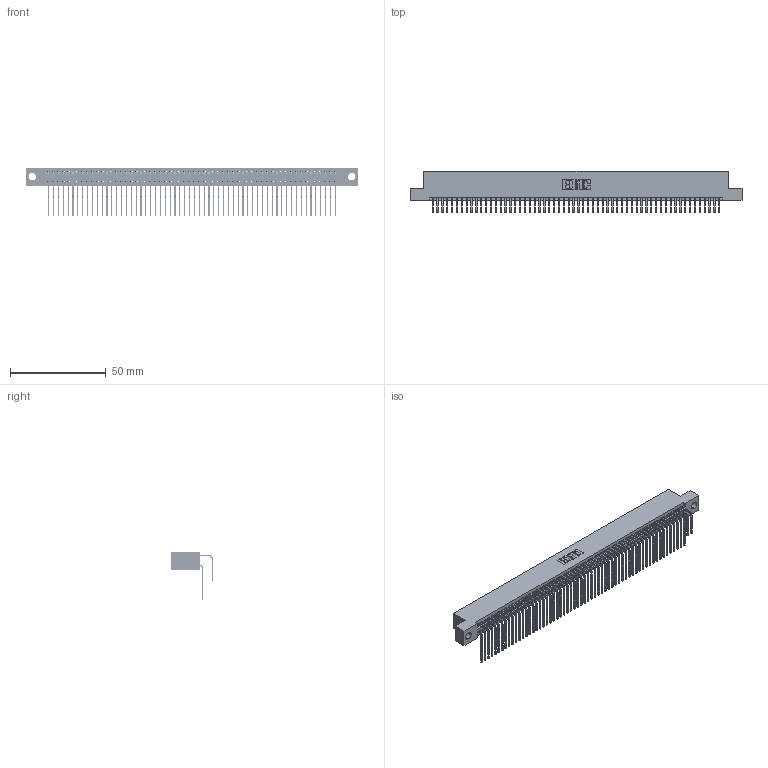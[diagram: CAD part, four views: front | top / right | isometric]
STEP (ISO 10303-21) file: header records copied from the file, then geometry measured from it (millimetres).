
FILE_DESCRIPTION (( 'STEP AP203' ), '1' );
FILE_NAME ('845-120-558-204.STEP', '2018-11-21T06:14:44', ( '' ), ( '' ), 'SwSTEP 2.0', 'SolidWorks 2016', '' );
FILE_SCHEMA (( 'CONFIG_CONTROL_DESIGN' ));
Length unit declared in the file: inch
Products named in the file (4): 345-292-001_558 559 Tail - 1; 345-292-001_558 Tail - 2; 845-120-558-204; 845 Part_Flush Mounting Lugs - 0.156 Dia-TH
Assembly tree (121 placements, depth 2):
  845-120-558-204
    845 Part_Flush Mounting Lugs - 0.156 Dia-TH
    345-292-001_558 559 Tail - 1  x60
    345-292-001_558 Tail - 2  x60
Bounding box: 173.61 x 21.83 x 25.53 mm (x, y, z)
Volume: 17636 mm3; surface area: 29488 mm2
Topology: 121 solids, 121 shells, 6366 faces, 18941 edges, 12466 vertices
Faces by surface type: plane 4280, cylinder 2086
Entity records: 46309 total; most frequent: CARTESIAN_POINT 7791, ORIENTED_EDGE 7674, DIRECTION 6821, EDGE_CURVE 3837, LINE 3425, VECTOR 3425, VERTEX_POINT 2554, AXIS2_PLACEMENT_3D 1698
